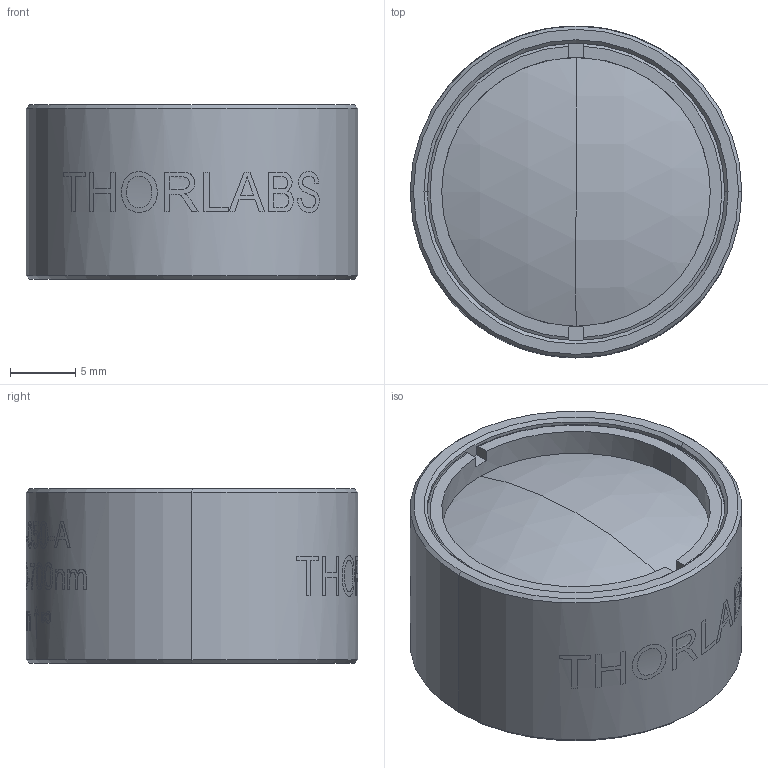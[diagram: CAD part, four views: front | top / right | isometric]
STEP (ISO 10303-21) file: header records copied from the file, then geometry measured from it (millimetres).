
FILE_DESCRIPTION (( 'STEP AP203' ), '1' );
FILE_NAME ('21215-E0W.STEP', '2015-07-28T15:41:43', ( 'admin' ), ( '' ), 'SwSTEP 2.0', 'SolidWorks 2014', '' );
FILE_SCHEMA (( 'CONFIG_CONTROL_DESIGN' ));
Length unit declared in the file: millimetre
Products named in the file (1): 21215-E0W
Bounding box: 25.4 x 25.4 x 13.34 mm (x, y, z)
Volume: 5221.8 mm3; surface area: 5175.4 mm2
Topology: 5 solids, 5 shells, 138 faces, 687 edges, 628 vertices
Faces by surface type: cylinder 89, cone 23, plane 18, sphere 8
Entity records: 13357 total; most frequent: CARTESIAN_POINT 7847, ORIENTED_EDGE 1374, DIRECTION 846, EDGE_CURVE 687, VERTEX_POINT 628, AXIS2_PLACEMENT_3D 349, B_SPLINE_CURVE_WITH_KNOTS 329, EDGE_LOOP 213
